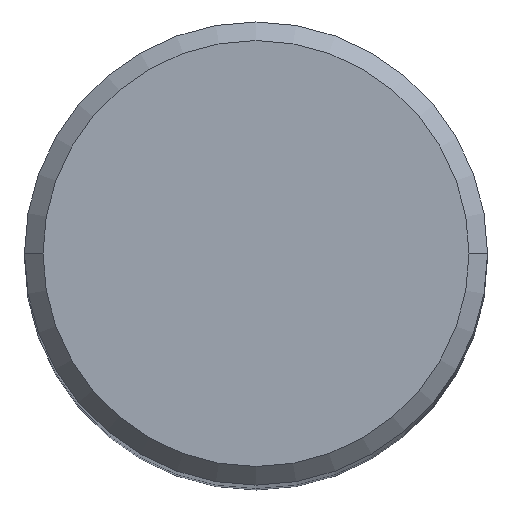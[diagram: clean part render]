
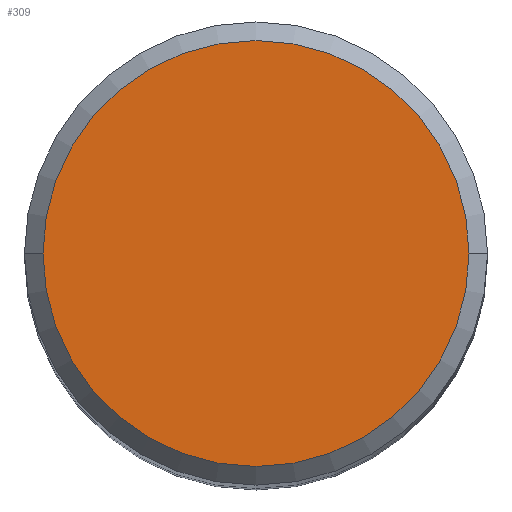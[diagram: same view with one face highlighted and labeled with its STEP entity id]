
A CAD part, top view. The second image highlights one B-rep face of the part: STEP entity #309.
In plain terms, the highlighted planar face has unit normal (0, 0, 1).
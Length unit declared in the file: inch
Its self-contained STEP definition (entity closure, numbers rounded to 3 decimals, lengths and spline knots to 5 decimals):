
#2 = ORIENTED_EDGE ( 'NONE', *, *, #275, .T. ) ;
#3 = CARTESIAN_POINT ( 'NONE',  ( -0.1725, 0., 2.5 ) ) ;
#42 = AXIS2_PLACEMENT_3D ( 'NONE', #65, #98, #181 ) ;
#47 = VERTEX_POINT ( 'NONE', #147 ) ;
#65 = CARTESIAN_POINT ( 'NONE',  ( 0., 0., 2.5 ) ) ;
#82 = ORIENTED_EDGE ( 'NONE', *, *, #296, .T. ) ;
#96 = DIRECTION ( 'NONE',  ( 0., 0., 1. ) ) ;
#98 = DIRECTION ( 'NONE',  ( 0., 0., 1. ) ) ;
#115 = CARTESIAN_POINT ( 'NONE',  ( 0., 0., 2.5 ) ) ;
#118 = VERTEX_POINT ( 'NONE', #3 ) ;
#130 = AXIS2_PLACEMENT_3D ( 'NONE', #115, #264, #207 ) ;
#147 = CARTESIAN_POINT ( 'NONE',  ( 0.1725, 0., 2.5 ) ) ;
#181 = DIRECTION ( 'NONE',  ( 1., 0., 0. ) ) ;
#188 = DIRECTION ( 'NONE',  ( 1., 0., 0. ) ) ;
#207 = DIRECTION ( 'NONE',  ( 1., 0., 0. ) ) ;
#227 = EDGE_LOOP ( 'NONE', ( #82, #2 ) ) ;
#228 = CIRCLE ( 'NONE', #42, 0.1725 ) ;
#238 = PLANE ( 'NONE',  #311 ) ;
#264 = DIRECTION ( 'NONE',  ( 0., 0., 1. ) ) ;
#275 = EDGE_CURVE ( 'NONE', #47, #118, #228, .T. ) ;
#296 = EDGE_CURVE ( 'NONE', #118, #47, #327, .T. ) ;
#309 = ADVANCED_FACE ( 'NONE', ( #315 ), #238, .T. ) ;
#311 = AXIS2_PLACEMENT_3D ( 'NONE', #319, #96, #188 ) ;
#315 = FACE_OUTER_BOUND ( 'NONE', #227, .T. ) ;
#319 = CARTESIAN_POINT ( 'NONE',  ( 0., 0., 2.5 ) ) ;
#327 = CIRCLE ( 'NONE', #130, 0.1725 ) ;
